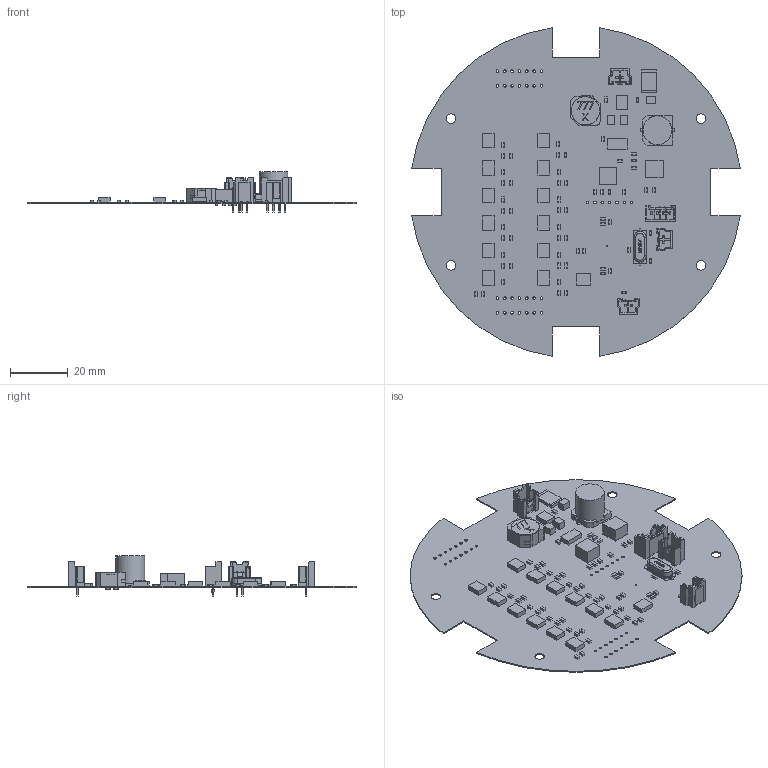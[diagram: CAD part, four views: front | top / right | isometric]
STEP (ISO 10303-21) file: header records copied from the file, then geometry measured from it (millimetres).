
FILE_DESCRIPTION(('Open CASCADE Model'),'2;1');
FILE_NAME('Open CASCADE Shape Model','2019-06-06T17:30:08',('Author'),( 'Open CASCADE'),'Open CASCADE STEP processor 6.8','Open CASCADE 6.8' ,'Unknown');
FILE_SCHEMA(('AUTOMOTIVE_DESIGN { 1 0 10303 214 1 1 1 1 }'));
Length unit declared in the file: millimetre
Products named in the file (135): PCB; Board; P4; molex-sherlock-2v-353620250; Open CASCADE STEP translator 6.8 2.2.1.1; Open CASCADE STEP translator 6.8 2.2.1.2; P7; U4; 5927131584; Extruded; U1; 5927130624; L1; Coilcraft-MSS1048-DEFAULT; C28; CAP_PAN_EEE_G; Y1; ABLS2; U3; 5927132736; U2; 5927132160; S2; 5927131200; S1; R34; 5927133312; 5927133504; R33; R32; 5927132352; 5927132544; R31; R30; R29; R28; R27; R26; R25; R24 ...
Assembly tree (339 placements, depth 4):
  PCB
    Board
    P4
      molex-sherlock-2v-353620250
        Open CASCADE STEP translator 6.8 2.2.1.1
        Open CASCADE STEP translator 6.8 2.2.1.2
    P7
      molex-sherlock-2v-353620250
        Open CASCADE STEP translator 6.8 2.2.1.1
        Open CASCADE STEP translator 6.8 2.2.1.2
    U4
      5927131584
        Extruded
    U1
      5927130624
        Extruded
    L1
      Coilcraft-MSS1048-DEFAULT
    C28
      CAP_PAN_EEE_G
    Y1
      ABLS2
    U3
      5927132736
        Extruded
    U2
      5927132160
        Extruded
    S2
      5927131200
        Extruded
    S1
      5927131200
        Extruded
    R34
      5927133312
        Extruded
      5927133504  x2
        Extruded
    R33
      5927133312
        Extruded
      5927133504  x2
        Extruded
    R32
      5927132352
        Extruded
      5927132544  x2
        Extruded
    R31
      5927133312
        Extruded
      5927133504  x2
        Extruded
    R30
      5927133312
        Extruded
      5927133504  x2
        Extruded
    R29
Bounding box: 113.62 x 113.62 x 13.84 mm (x, y, z)
Volume: 6871 mm3; surface area: 25156.2 mm2
Topology: 227 solids, 271 shells, 2196 faces, 5085 edges, 3449 vertices
Faces by surface type: plane 2068, cylinder 91, bspline 35, torus 2
Full cylindrical faces by diameter (mm): 0.8 x10, 0.9 x35, 3.302 x4, 9.961 x1
Entity records: 31182 total; most frequent: CARTESIAN_POINT 6818, DIRECTION 4172, ORIENTED_EDGE 3752, EDGE_CURVE 1982, LINE 1718, VECTOR 1718, VERTEX_POINT 1372, AXIS2_PLACEMENT_3D 1227
